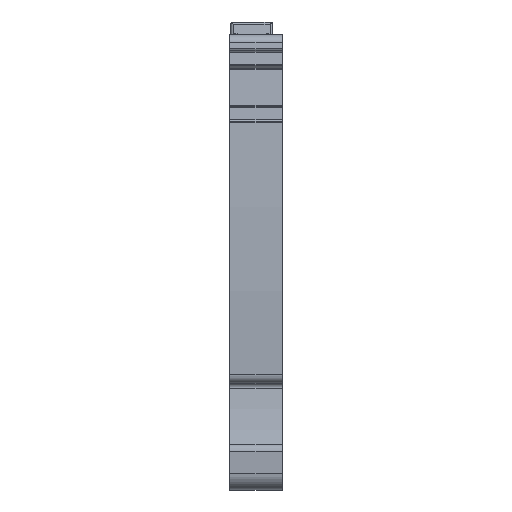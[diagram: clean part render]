
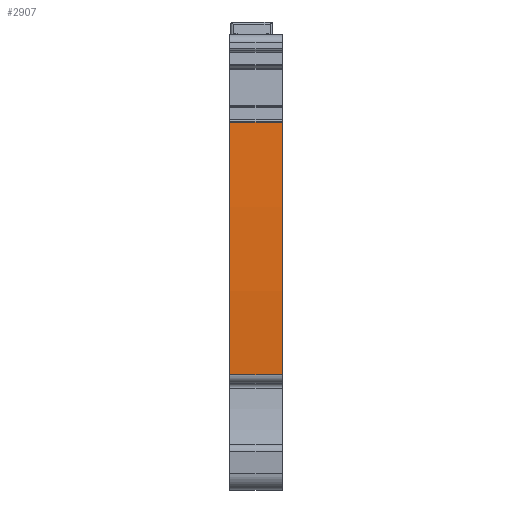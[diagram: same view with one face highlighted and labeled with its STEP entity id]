
A CAD part, front view. The second image highlights one B-rep face of the part: STEP entity #2907.
In plain terms, the highlighted cylindrical face has radius 240 mm (diameter 480 mm), a partial arc.
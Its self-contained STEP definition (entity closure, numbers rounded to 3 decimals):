
#1819=AXIS2_PLACEMENT_3D('Cylinder Axis2P3D',#1816,#1817,#1818) ;
#2884=AXIS2_PLACEMENT_3D('Circle Axis2P3D',#2882,#2883,$) ;
#2898=AXIS2_PLACEMENT_3D('Circle Axis2P3D',#2896,#2897,$) ;
#1816=CARTESIAN_POINT('Axis2P3D Location',(3.05,241.174,26.5)) ;
#2860=CARTESIAN_POINT('Vertex',(6.1,1.735,42.906)) ;
#2867=CARTESIAN_POINT('Vertex',(0.,1.735,42.906)) ;
#2870=CARTESIAN_POINT('Line Origine',(3.05,1.735,42.906)) ;
#2882=CARTESIAN_POINT('Axis2P3D Location',(0.,241.174,26.5)) ;
#2886=CARTESIAN_POINT('Vertex',(0.,1.529,13.45)) ;
#2889=CARTESIAN_POINT('Line Origine',(3.05,1.529,13.45)) ;
#2893=CARTESIAN_POINT('Vertex',(6.1,1.529,13.45)) ;
#2896=CARTESIAN_POINT('Axis2P3D Location',(6.1,241.174,26.5)) ;
#1817=DIRECTION('Axis2P3D Direction',(1.,0.,0.)) ;
#1818=DIRECTION('Axis2P3D XDirection',(0.,-0.994,0.107)) ;
#2871=DIRECTION('Vector Direction',(1.,0.,0.)) ;
#2883=DIRECTION('Axis2P3D Direction',(1.,0.,0.)) ;
#2890=DIRECTION('Vector Direction',(1.,0.,0.)) ;
#2897=DIRECTION('Axis2P3D Direction',(1.,0.,0.)) ;
#2872=VECTOR('Line Direction',#2871,1.) ;
#2891=VECTOR('Line Direction',#2890,1.) ;
#2902=ORIENTED_EDGE('',*,*,#2888,.T.) ;
#2903=ORIENTED_EDGE('',*,*,#2895,.T.) ;
#2904=ORIENTED_EDGE('',*,*,#2900,.F.) ;
#2905=ORIENTED_EDGE('',*,*,#2874,.F.) ;
#2907=ADVANCED_FACE('MLD',(#2906),#1820,.T.) ;
#2885=CIRCLE('generated circle',#2884,240.) ;
#2899=CIRCLE('generated circle',#2898,240.) ;
#1820=CYLINDRICAL_SURFACE('generated cylinder',#1819,240.) ;
#2874=EDGE_CURVE('',#2868,#2861,#2873,.T.) ;
#2888=EDGE_CURVE('',#2868,#2887,#2885,.T.) ;
#2895=EDGE_CURVE('',#2887,#2894,#2892,.T.) ;
#2900=EDGE_CURVE('',#2861,#2894,#2899,.T.) ;
#2901=EDGE_LOOP('',(#2902,#2903,#2904,#2905)) ;
#2906=FACE_OUTER_BOUND('',#2901,.T.) ;
#2873=LINE('Line',#2870,#2872) ;
#2892=LINE('Line',#2889,#2891) ;
#2861=VERTEX_POINT('',#2860) ;
#2868=VERTEX_POINT('',#2867) ;
#2887=VERTEX_POINT('',#2886) ;
#2894=VERTEX_POINT('',#2893) ;
